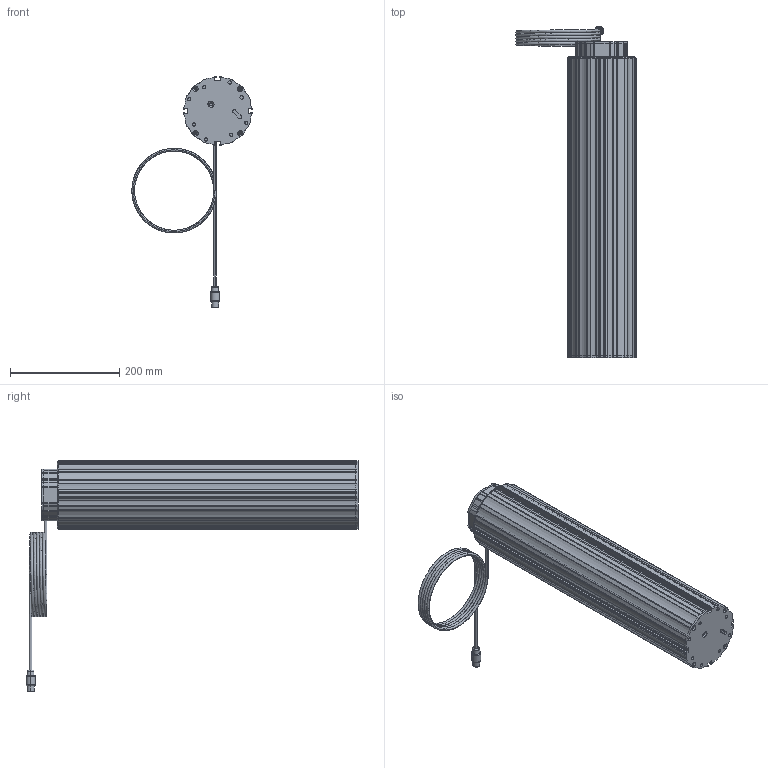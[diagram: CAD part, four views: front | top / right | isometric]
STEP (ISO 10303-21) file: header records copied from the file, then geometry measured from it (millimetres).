
FILE_DESCRIPTION (( 'STEP AP203' ), '1' );
FILE_NAME ('TR 126-3 Standard eingefahren.STEP', '2009-08-18T12:58:48', ( 'PC' ), ( 'PC' ), 'SwSTEP 2.0', 'SolidWorks 2007', '' );
FILE_SCHEMA (( 'CONFIG_CONTROL_DESIGN' ));
Length unit declared in the file: millimetre
Products named in the file (10): Deckel Außen_Standard; Brille A_STL-Teil; Brille B_STL-Teil; TR 126-3 Standard eingefahren; Deckel oben intern_ohne Konus; TR126-3 Profil A_Standard; TR126-3 Profil B_Standard; TR126-3 Profil C_Standard; Deckel Mitte_Standard; Kabel_f黵 Katalog
Assembly tree (9 placements, depth 2):
  TR 126-3 Standard eingefahren
    TR126-3 Profil B_Standard
    Deckel Mitte_Standard
    TR126-3 Profil A_Standard
    Brille A_STL-Teil
    TR126-3 Profil C_Standard
    Kabel_f黵 Katalog
    Brille B_STL-Teil
    Deckel oben intern_ohne Konus
    Deckel Außen_Standard
Bounding box: 220.39 x 609 x 423.01 mm (x, y, z)
Volume: 2282318.5 mm3; surface area: 1509516.9 mm2
Topology: 9 solids, 9 shells, 2579 faces, 7030 edges, 4446 vertices
Faces by surface type: cylinder 1310, plane 549, torus 288, bspline 288, sphere 79, cone 65
Entity records: 91209 total; most frequent: CARTESIAN_POINT 25044, DIRECTION 14139, ORIENTED_EDGE 13956, EDGE_CURVE 6978, AXIS2_PLACEMENT_3D 5715, VERTEX_POINT 4424, CIRCLE 3412, VECTOR 2709
